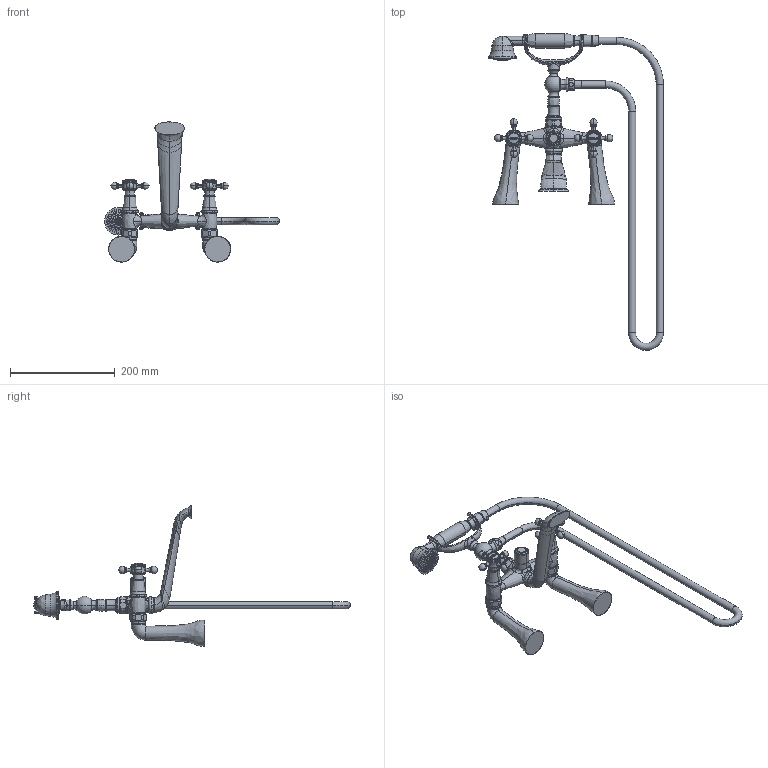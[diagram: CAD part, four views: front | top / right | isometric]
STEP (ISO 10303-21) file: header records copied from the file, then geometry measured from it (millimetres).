
FILE_DESCRIPTION((''),'2;1');
FILE_NAME('933','2021-01-14T14:45:05',('jinson.thomas'),(''),'CREO PARAMETRIC BY PTC INC, 2018400','CREO PARAMETRIC BY PTC INC, 2018400','');
FILE_SCHEMA(('CONFIG_CONTROL_DESIGN'));
Length unit declared in the file: inch
Products named in the file (1): 933
Bounding box: 334.8 x 606.04 x 268.56 mm (x, y, z)
Volume: 1010214.2 mm3; surface area: 195034.5 mm2
Topology: 1 solids, 1 shells, 974 faces, 2300 edges, 1418 vertices
Faces by surface type: cylinder 265, torus 186, bspline 169, plane 166, cone 130, sphere 54, extrusion 4
Entity records: 45173 total; most frequent: CARTESIAN_POINT 24374, ORIENTED_EDGE 4552, DIRECTION 3976, EDGE_CURVE 2276, AXIS2_PLACEMENT_3D 1754, VERTEX_POINT 1418, EDGE_LOOP 1092, FACE_OUTER_BOUND 974
